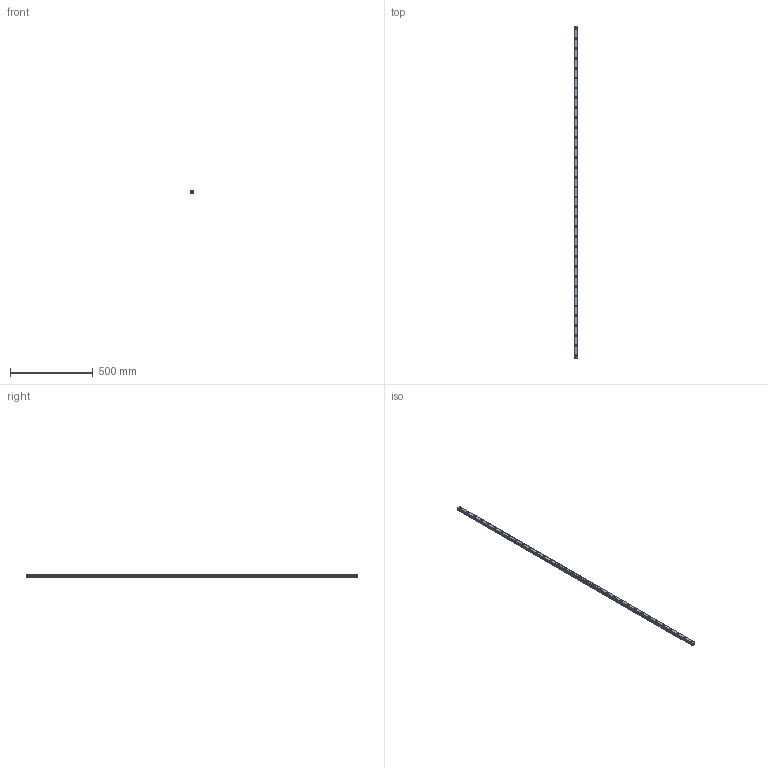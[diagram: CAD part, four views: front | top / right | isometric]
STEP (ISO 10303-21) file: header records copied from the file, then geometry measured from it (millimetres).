
FILE_DESCRIPTION(('STEP AP214'),'1');
FILE_NAME('cctmp_02554C49-FAE3-43B8-9069-69B185AEA98B_2021_02_09_15_09_27_0305..stp','2021-02-09T14:09:27',('HIWIN GmbH'),('CADClick - www.CADClick.com'),'Spatial InterOp 3D',' ','unknown authorization');
FILE_SCHEMA(('AUTOMOTIVE_DESIGN'));
Length unit declared in the file: millimetre
Products named in the file (1): EGR25R2010C_FILE
Bounding box: 23 x 2010 x 18 mm (x, y, z)
Volume: 690768.6 mm3; surface area: 187300.5 mm2
Topology: 1 solids, 1 shells, 513 faces, 1317 edges, 878 vertices
Faces by surface type: plane 289, cylinder 224
Entity records: 20079 total; most frequent: DIRECTION 3065, CARTESIAN_POINT 2709, ORIENTED_EDGE 2634, EDGE_CURVE 1317, AXIS2_PLACEMENT_3D 1234, VERTEX_POINT 878, LINE 597, VECTOR 597
